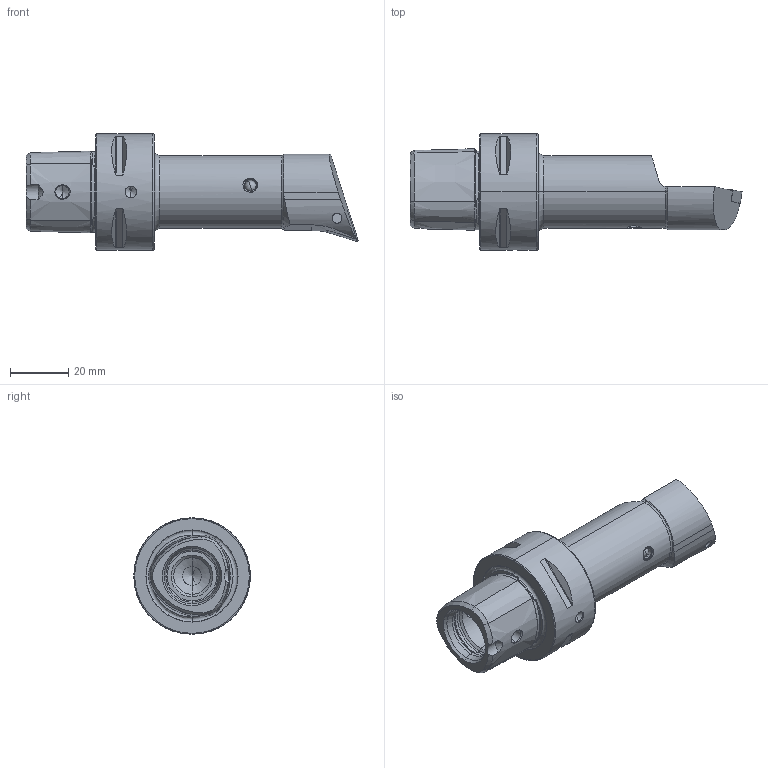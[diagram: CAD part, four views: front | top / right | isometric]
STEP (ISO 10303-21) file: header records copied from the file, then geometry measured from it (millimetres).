
FILE_DESCRIPTION (( 'STEP AP203' ), '1' );
FILE_NAME ('PS4-BDB.RQA.090.STEP', '2012-06-06T13:10:32', ( 'baer' ), ( 'Hewlett-Packard Company' ), 'SwSTEP 2.0', 'SolidWorks 2012', '' );
FILE_SCHEMA (( 'CONFIG_CONTROL_DESIGN' ));
Length unit declared in the file: millimetre
Products named in the file (5): PS4-BDB.RQA.090; KVT_MB_600_050; WCB-ER2.001.009_A; DCMT11T304; PS4-BDB.RQA.090_A
Assembly tree (4 placements, depth 2):
  PS4-BDB.RQA.090
    PS4-BDB.RQA.090_A
    DCMT11T304
    WCB-ER2.001.009_A
    KVT_MB_600_050
Bounding box: 114 x 40 x 40 mm (x, y, z)
Volume: 57210.1 mm3; surface area: 15665.2 mm2
Topology: 5 solids, 5 shells, 292 faces, 709 edges, 422 vertices
Faces by surface type: cone 99, cylinder 73, plane 53, torus 47, bspline 16, sphere 4
Entity records: 10199 total; most frequent: CARTESIAN_POINT 3231, ORIENTED_EDGE 1380, DIRECTION 1325, EDGE_CURVE 690, AXIS2_PLACEMENT_3D 549, VERTEX_POINT 419, EDGE_LOOP 313, FACE_OUTER_BOUND 292
